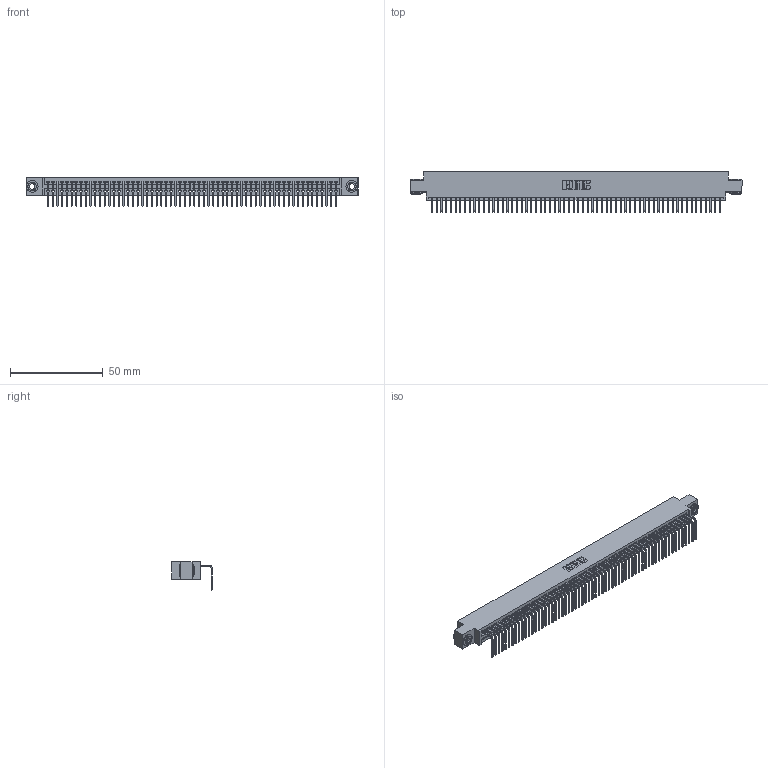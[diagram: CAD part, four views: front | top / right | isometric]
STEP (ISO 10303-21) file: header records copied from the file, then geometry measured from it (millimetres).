
FILE_DESCRIPTION (( 'STEP AP203' ), '1' );
FILE_NAME ('345-062-558-603.STEP', '2018-09-27T17:14:22', ( '' ), ( '' ), 'SwSTEP 2.0', 'SolidWorks 2016', '' );
FILE_SCHEMA (( 'CONFIG_CONTROL_DESIGN' ));
Length unit declared in the file: inch
Products named in the file (4): 345-062-558-603; 345-250-002_345-250-002-102; 345 Part_0.170 Offset - 0.156 Dia-TH; 345-292-001_558 Tail - 2
Assembly tree (65 placements, depth 2):
  345-062-558-603
    345 Part_0.170 Offset - 0.156 Dia-TH
    345-292-001_558 Tail - 2  x62
    345-250-002_345-250-002-102  x2
Bounding box: 178.69 x 21.83 x 15.37 mm (x, y, z)
Volume: 17248.5 mm3; surface area: 24748.3 mm2
Topology: 65 solids, 65 shells, 3888 faces, 11713 edges, 7722 vertices
Faces by surface type: plane 2698, cylinder 1182, cone 8
Entity records: 44836 total; most frequent: CARTESIAN_POINT 7745, ORIENTED_EDGE 7734, DIRECTION 6765, EDGE_CURVE 3867, VECTOR 3463, LINE 3463, VERTEX_POINT 2574, AXIS2_PLACEMENT_3D 1651
